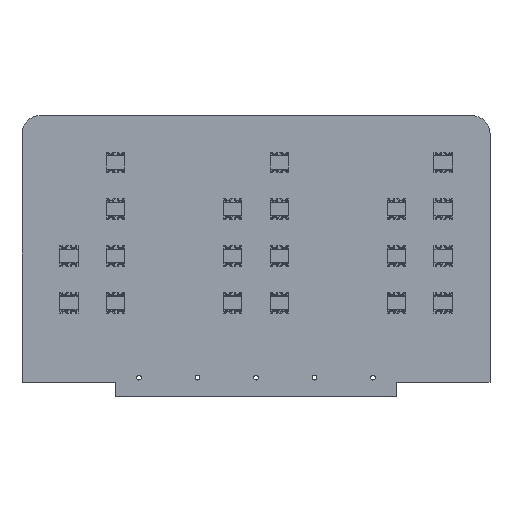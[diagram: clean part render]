
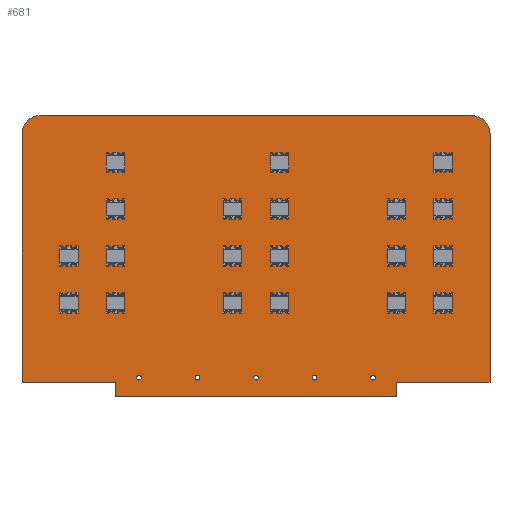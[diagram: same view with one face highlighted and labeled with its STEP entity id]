
A CAD part, top view. The second image highlights one B-rep face of the part: STEP entity #681.
In plain terms, the highlighted planar face has unit normal (0, 0, 1).
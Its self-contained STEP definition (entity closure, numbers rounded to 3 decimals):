
#176 = VERTEX_POINT('',#177);
#177 = CARTESIAN_POINT('',(50.,51.5,1.591));
#183 = EDGE_CURVE('',#176,#184,#186,.T.);
#184 = VERTEX_POINT('',#185);
#185 = CARTESIAN_POINT('',(60.,51.5,1.591));
#186 = LINE('',#187,#188);
#187 = CARTESIAN_POINT('',(50.,51.5,1.591));
#188 = VECTOR('',#189,1.);
#189 = DIRECTION('',(1.,0.,0.));
#214 = EDGE_CURVE('',#184,#215,#217,.T.);
#215 = VERTEX_POINT('',#216);
#216 = CARTESIAN_POINT('',(60.,50.,1.591));
#217 = LINE('',#218,#219);
#218 = CARTESIAN_POINT('',(60.,51.5,1.591));
#219 = VECTOR('',#220,1.);
#220 = DIRECTION('',(0.,-1.,0.));
#245 = EDGE_CURVE('',#215,#246,#248,.T.);
#246 = VERTEX_POINT('',#247);
#247 = CARTESIAN_POINT('',(90.,50.,1.591));
#248 = LINE('',#249,#250);
#249 = CARTESIAN_POINT('',(60.,50.,1.591));
#250 = VECTOR('',#251,1.);
#251 = DIRECTION('',(1.,0.,0.));
#276 = EDGE_CURVE('',#246,#277,#279,.T.);
#277 = VERTEX_POINT('',#278);
#278 = CARTESIAN_POINT('',(90.,51.5,1.591));
#279 = LINE('',#280,#281);
#280 = CARTESIAN_POINT('',(90.,50.,1.591));
#281 = VECTOR('',#282,1.);
#282 = DIRECTION('',(0.,1.,0.));
#307 = EDGE_CURVE('',#277,#308,#310,.T.);
#308 = VERTEX_POINT('',#309);
#309 = CARTESIAN_POINT('',(100.,51.5,1.591));
#310 = LINE('',#311,#312);
#311 = CARTESIAN_POINT('',(90.,51.5,1.591));
#312 = VECTOR('',#313,1.);
#313 = DIRECTION('',(1.,0.,0.));
#338 = EDGE_CURVE('',#308,#339,#341,.T.);
#339 = VERTEX_POINT('',#340);
#340 = CARTESIAN_POINT('',(100.,78.054,1.591));
#341 = LINE('',#342,#343);
#342 = CARTESIAN_POINT('',(100.,51.5,1.591));
#343 = VECTOR('',#344,1.);
#344 = DIRECTION('',(0.,1.,0.));
#369 = EDGE_CURVE('',#339,#370,#372,.T.);
#370 = VERTEX_POINT('',#371);
#371 = CARTESIAN_POINT('',(98.054,80.,1.591));
#372 = CIRCLE('',#373,1.946);
#373 = AXIS2_PLACEMENT_3D('',#374,#375,#376);
#374 = CARTESIAN_POINT('',(98.054,78.054,1.591));
#375 = DIRECTION('',(0.,0.,1.));
#376 = DIRECTION('',(1.,0.,-0.));
#402 = EDGE_CURVE('',#370,#403,#405,.T.);
#403 = VERTEX_POINT('',#404);
#404 = CARTESIAN_POINT('',(51.933,80.,1.591));
#405 = LINE('',#406,#407);
#406 = CARTESIAN_POINT('',(98.054,80.,1.591));
#407 = VECTOR('',#408,1.);
#408 = DIRECTION('',(-1.,0.,0.));
#433 = EDGE_CURVE('',#403,#434,#436,.T.);
#434 = VERTEX_POINT('',#435);
#435 = CARTESIAN_POINT('',(50.,78.067,1.591));
#436 = CIRCLE('',#437,1.932);
#437 = AXIS2_PLACEMENT_3D('',#438,#439,#440);
#438 = CARTESIAN_POINT('',(51.932,78.068,1.591));
#439 = DIRECTION('',(0.,0.,1.));
#440 = DIRECTION('',(0.,1.,-0.));
#466 = EDGE_CURVE('',#434,#176,#467,.T.);
#467 = LINE('',#468,#469);
#468 = CARTESIAN_POINT('',(50.,78.067,1.591));
#469 = VECTOR('',#470,1.);
#470 = DIRECTION('',(0.,-1.,0.));
#490 = VERTEX_POINT('',#491);
#491 = CARTESIAN_POINT('',(69.,52.,1.591));
#497 = EDGE_CURVE('',#490,#490,#498,.T.);
#498 = CIRCLE('',#499,0.25);
#499 = AXIS2_PLACEMENT_3D('',#500,#501,#502);
#500 = CARTESIAN_POINT('',(68.75,52.,1.591));
#501 = DIRECTION('',(0.,0.,1.));
#502 = DIRECTION('',(1.,0.,-0.));
#523 = VERTEX_POINT('',#524);
#524 = CARTESIAN_POINT('',(62.75,52.,1.591));
#530 = EDGE_CURVE('',#523,#523,#531,.T.);
#531 = CIRCLE('',#532,0.25);
#532 = AXIS2_PLACEMENT_3D('',#533,#534,#535);
#533 = CARTESIAN_POINT('',(62.5,52.,1.591));
#534 = DIRECTION('',(0.,0.,1.));
#535 = DIRECTION('',(1.,0.,-0.));
#556 = VERTEX_POINT('',#557);
#557 = CARTESIAN_POINT('',(87.75,52.,1.591));
#563 = EDGE_CURVE('',#556,#556,#564,.T.);
#564 = CIRCLE('',#565,0.25);
#565 = AXIS2_PLACEMENT_3D('',#566,#567,#568);
#566 = CARTESIAN_POINT('',(87.5,52.,1.591));
#567 = DIRECTION('',(0.,0.,1.));
#568 = DIRECTION('',(1.,0.,-0.));
#589 = VERTEX_POINT('',#590);
#590 = CARTESIAN_POINT('',(75.25,52.,1.591));
#596 = EDGE_CURVE('',#589,#589,#597,.T.);
#597 = CIRCLE('',#598,0.25);
#598 = AXIS2_PLACEMENT_3D('',#599,#600,#601);
#599 = CARTESIAN_POINT('',(75.,52.,1.591));
#600 = DIRECTION('',(0.,0.,1.));
#601 = DIRECTION('',(1.,0.,-0.));
#622 = VERTEX_POINT('',#623);
#623 = CARTESIAN_POINT('',(81.5,52.,1.591));
#629 = EDGE_CURVE('',#622,#622,#630,.T.);
#630 = CIRCLE('',#631,0.25);
#631 = AXIS2_PLACEMENT_3D('',#632,#633,#634);
#632 = CARTESIAN_POINT('',(81.25,52.,1.591));
#633 = DIRECTION('',(0.,0.,1.));
#634 = DIRECTION('',(1.,0.,-0.));
#681 = ADVANCED_FACE('',(#682,#694,#697,#700,#703,#706),#709,.T.);
#682 = FACE_BOUND('',#683,.T.);
#683 = EDGE_LOOP('',(#684,#685,#686,#687,#688,#689,#690,#691,#692,#693)
  );
#684 = ORIENTED_EDGE('',*,*,#183,.T.);
#685 = ORIENTED_EDGE('',*,*,#214,.T.);
#686 = ORIENTED_EDGE('',*,*,#245,.T.);
#687 = ORIENTED_EDGE('',*,*,#276,.T.);
#688 = ORIENTED_EDGE('',*,*,#307,.T.);
#689 = ORIENTED_EDGE('',*,*,#338,.T.);
#690 = ORIENTED_EDGE('',*,*,#369,.T.);
#691 = ORIENTED_EDGE('',*,*,#402,.T.);
#692 = ORIENTED_EDGE('',*,*,#433,.T.);
#693 = ORIENTED_EDGE('',*,*,#466,.T.);
#694 = FACE_BOUND('',#695,.T.);
#695 = EDGE_LOOP('',(#696));
#696 = ORIENTED_EDGE('',*,*,#497,.F.);
#697 = FACE_BOUND('',#698,.T.);
#698 = EDGE_LOOP('',(#699));
#699 = ORIENTED_EDGE('',*,*,#530,.F.);
#700 = FACE_BOUND('',#701,.T.);
#701 = EDGE_LOOP('',(#702));
#702 = ORIENTED_EDGE('',*,*,#563,.F.);
#703 = FACE_BOUND('',#704,.T.);
#704 = EDGE_LOOP('',(#705));
#705 = ORIENTED_EDGE('',*,*,#596,.F.);
#706 = FACE_BOUND('',#707,.T.);
#707 = EDGE_LOOP('',(#708));
#708 = ORIENTED_EDGE('',*,*,#629,.F.);
#709 = PLANE('',#710);
#710 = AXIS2_PLACEMENT_3D('',#711,#712,#713);
#711 = CARTESIAN_POINT('',(74.999,65.021,1.591));
#712 = DIRECTION('',(0.,0.,1.));
#713 = DIRECTION('',(1.,0.,-0.));
